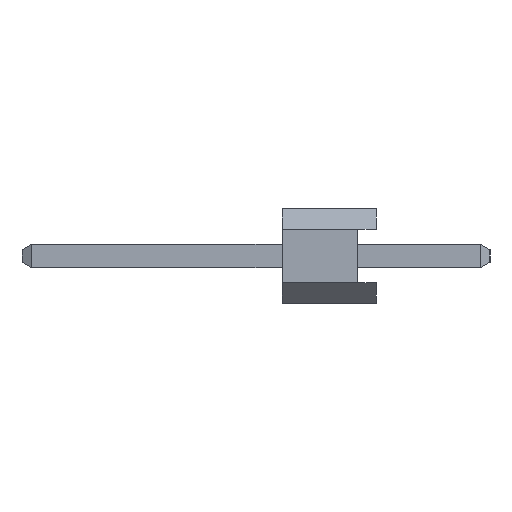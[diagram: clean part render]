
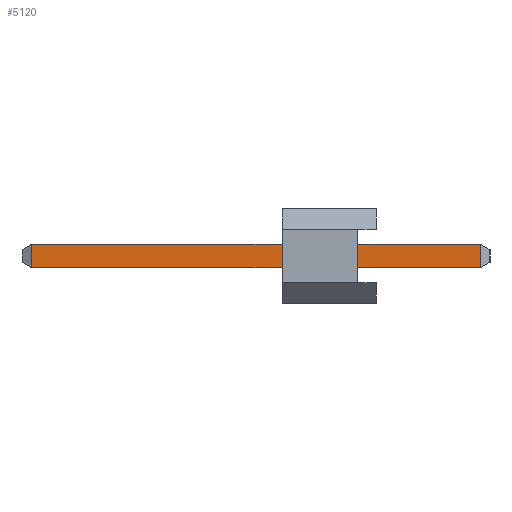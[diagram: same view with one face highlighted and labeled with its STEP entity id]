
A CAD part, left-side view. The second image highlights one B-rep face of the part: STEP entity #5120.
In plain terms, the highlighted planar face has unit normal (-1, 0, 0).
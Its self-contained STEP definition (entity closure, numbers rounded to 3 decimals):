
#4877=DIRECTION('',(0.,0.,-1.));
#4878=VECTOR('',#4877,0.635);
#4879=CARTESIAN_POINT('',(-0.318,-0.264,0.318));
#4880=LINE('',#4879,#4878);
#4905=DIRECTION('',(0.,-1.,0.));
#4906=VECTOR('',#4905,12.072);
#4907=CARTESIAN_POINT('',(-0.318,-0.264,-0.318));
#4908=LINE('',#4907,#4906);
#4909=DIRECTION('',(0.,-1.,0.));
#4910=VECTOR('',#4909,12.072);
#4911=CARTESIAN_POINT('',(-0.318,-0.264,0.318));
#4912=LINE('',#4911,#4910);
#4921=DIRECTION('',(0.,0.,-1.));
#4922=VECTOR('',#4921,0.635);
#4923=CARTESIAN_POINT('',(-0.318,-12.336,0.318));
#4924=LINE('',#4923,#4922);
#4965=CARTESIAN_POINT('',(-0.318,-0.264,-0.318));
#4967=VERTEX_POINT('',#4965);
#4975=CARTESIAN_POINT('',(-0.318,-0.264,0.318));
#4976=VERTEX_POINT('',#4975);
#4982=CARTESIAN_POINT('',(-0.318,-12.336,0.318));
#4984=VERTEX_POINT('',#4982);
#4991=CARTESIAN_POINT('',(-0.318,-12.336,-0.318));
#4992=VERTEX_POINT('',#4991);
#5108=CARTESIAN_POINT('',(-0.318,0.,0.318));
#5109=DIRECTION('',(-1.,0.,0.));
#5110=DIRECTION('',(0.,0.,-1.));
#5111=AXIS2_PLACEMENT_3D('',#5108,#5109,#5110);
#5112=PLANE('',#5111);
#5113=ORIENTED_EDGE('',*,*,#5046,.F.);
#5114=ORIENTED_EDGE('',*,*,#5075,.T.);
#5116=ORIENTED_EDGE('',*,*,#5115,.T.);
#5117=ORIENTED_EDGE('',*,*,#5100,.F.);
#5118=EDGE_LOOP('',(#5113,#5114,#5116,#5117));
#5119=FACE_OUTER_BOUND('',#5118,.F.);
#5120=ADVANCED_FACE('',(#5119),#5112,.T.);
#5046=EDGE_CURVE('',#4976,#4967,#4880,.T.);
#5075=EDGE_CURVE('',#4976,#4984,#4912,.T.);
#5100=EDGE_CURVE('',#4967,#4992,#4908,.T.);
#5115=EDGE_CURVE('',#4984,#4992,#4924,.T.);
